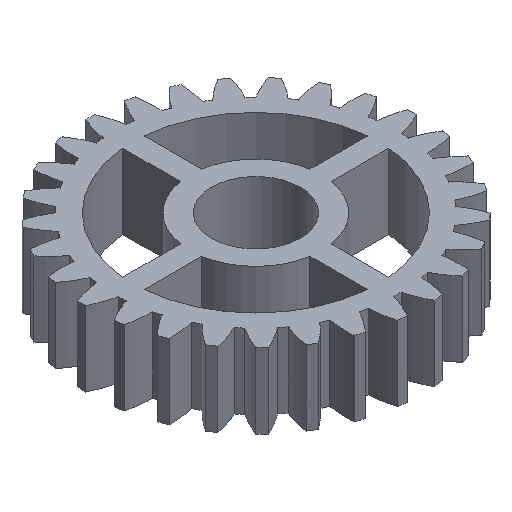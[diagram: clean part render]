
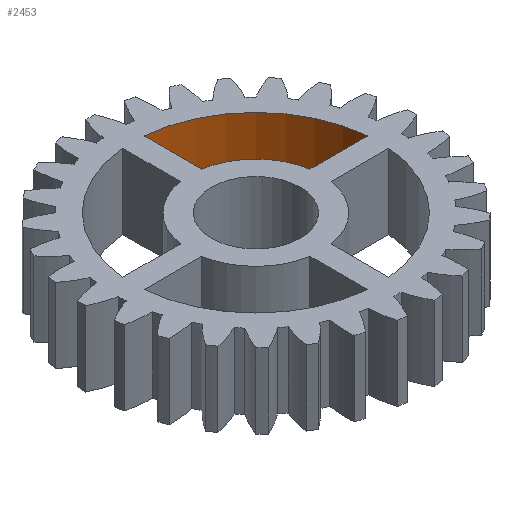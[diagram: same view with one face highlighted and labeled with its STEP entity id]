
A CAD part, isometric view. The second image highlights one B-rep face of the part: STEP entity #2453.
In plain terms, the highlighted cylindrical face has radius 11.5 mm (diameter 23 mm), a partial arc.
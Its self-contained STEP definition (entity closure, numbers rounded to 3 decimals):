
#37=FACE_OUTER_BOUND('',#172,.T.);
#172=EDGE_LOOP('',(#1536,#1537,#1538,#1539));
#319=LINE('',#3930,#468);
#320=LINE('',#3936,#469);
#468=VECTOR('',#3008,10.);
#469=VECTOR('',#3015,10.);
#615=CIRCLE('',#2614,11.5);
#616=CIRCLE('',#2615,11.5);
#867=VERTEX_POINT('',#3926);
#868=VERTEX_POINT('',#3928);
#869=VERTEX_POINT('',#3932);
#870=VERTEX_POINT('',#3934);
#1135=EDGE_CURVE('',#868,#867,#319,.T.);
#1136=EDGE_CURVE('',#867,#869,#615,.T.);
#1137=EDGE_CURVE('',#870,#868,#616,.T.);
#1138=EDGE_CURVE('',#870,#869,#320,.T.);
#1536=ORIENTED_EDGE('',*,*,#1136,.F.);
#1537=ORIENTED_EDGE('',*,*,#1135,.F.);
#1538=ORIENTED_EDGE('',*,*,#1137,.F.);
#1539=ORIENTED_EDGE('',*,*,#1138,.T.);
#2327=CYLINDRICAL_SURFACE('',#2613,11.5);
#2453=ADVANCED_FACE('',(#37),#2327,.F.);
#2613=AXIS2_PLACEMENT_3D('',#3931,#3009,#3010);
#2614=AXIS2_PLACEMENT_3D('',#3933,#3011,#3012);
#2615=AXIS2_PLACEMENT_3D('',#3935,#3013,#3014);
#3008=DIRECTION('',(0.,0.,1.));
#3009=DIRECTION('center_axis',(0.,0.,1.));
#3010=DIRECTION('ref_axis',(-1.,0.,0.));
#3011=DIRECTION('center_axis',(0.,0.,-1.));
#3012=DIRECTION('ref_axis',(-1.,0.,0.));
#3013=DIRECTION('center_axis',(0.,0.,1.));
#3014=DIRECTION('ref_axis',(-1.,0.,0.));
#3015=DIRECTION('',(0.,0.,1.));
#3926=CARTESIAN_POINT('',(1.,11.456,7.));
#3928=CARTESIAN_POINT('',(1.,11.456,0.));
#3930=CARTESIAN_POINT('',(1.,11.456,0.));
#3931=CARTESIAN_POINT('Origin',(0.,0.,0.));
#3932=CARTESIAN_POINT('',(11.456,1.,7.));
#3933=CARTESIAN_POINT('Origin',(0.,0.,7.));
#3934=CARTESIAN_POINT('',(11.456,1.,0.));
#3935=CARTESIAN_POINT('Origin',(0.,0.,0.));
#3936=CARTESIAN_POINT('',(11.456,1.,0.));
